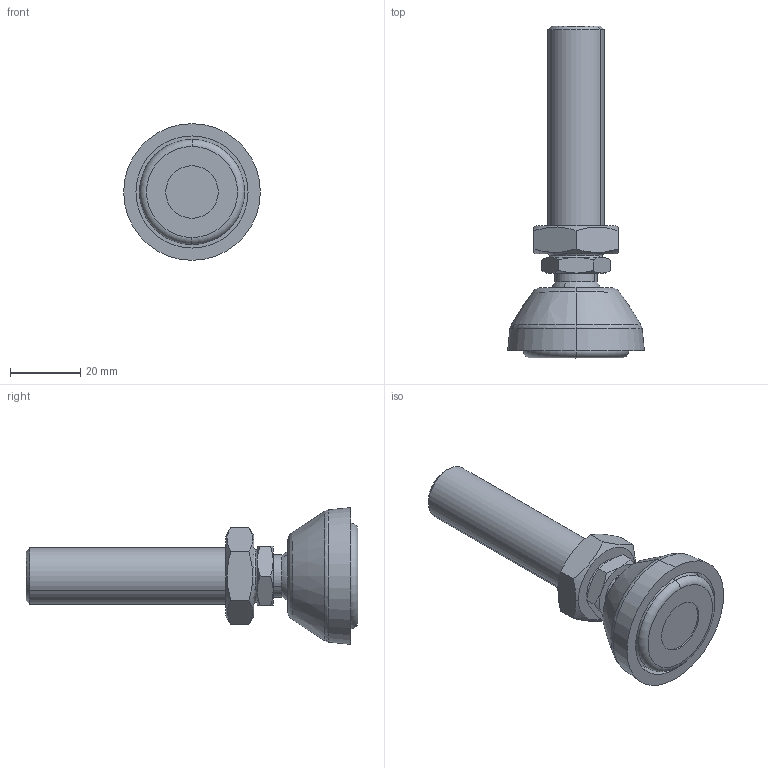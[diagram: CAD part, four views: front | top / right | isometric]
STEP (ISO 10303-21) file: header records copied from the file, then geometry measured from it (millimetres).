
FILE_DESCRIPTION (( 'STEP AP203' ), '1' );
FILE_NAME ('7003-00725.asm.step', '2024-02-02T11:54:37', ( '' ), ( '' ), 'SwSTEP 2.0', 'SolidWorks 2022', '' );
FILE_SCHEMA (( 'CONFIG_CONTROL_DESIGN' ));
Length unit declared in the file: millimetre
Products named in the file (4): 7003-00710; 7003-00724; 7003-00725.asm; 7003-00726
Assembly tree (3 placements, depth 2):
  7003-00725.asm
    7003-00710
    7003-00724
    7003-00726
Bounding box: 39 x 94.7 x 39 mm (x, y, z)
Volume: 34527.5 mm3; surface area: 11302 mm2
Topology: 3 solids, 3 shells, 77 faces, 174 edges, 105 vertices
Faces by surface type: cone 26, plane 22, cylinder 12, torus 11, sphere 4, bspline 2
Entity records: 3110 total; most frequent: CARTESIAN_POINT 1042, DIRECTION 366, ORIENTED_EDGE 334, EDGE_CURVE 167, AXIS2_PLACEMENT_3D 164, VERTEX_POINT 102, EDGE_LOOP 85, CIRCLE 83
